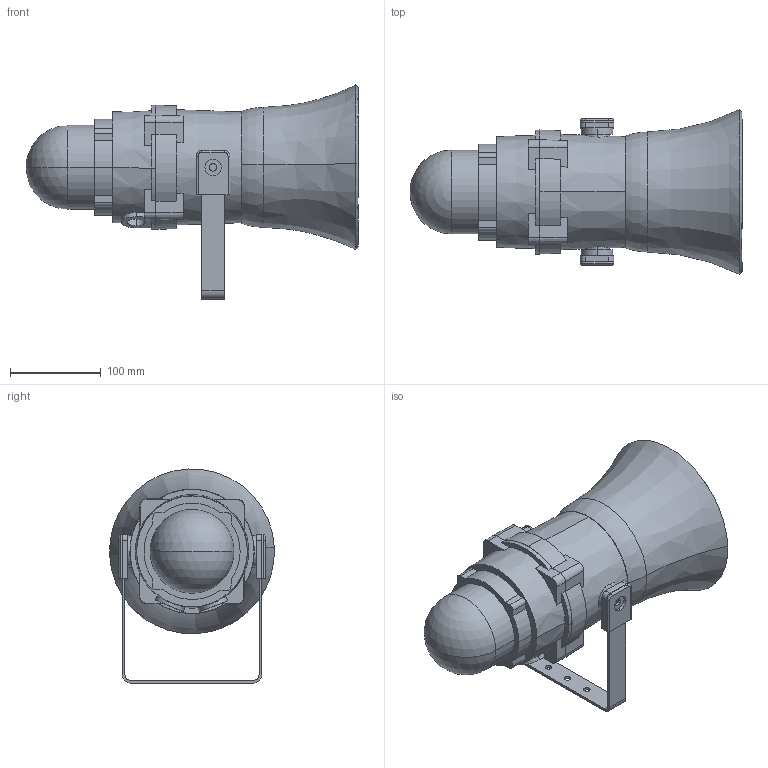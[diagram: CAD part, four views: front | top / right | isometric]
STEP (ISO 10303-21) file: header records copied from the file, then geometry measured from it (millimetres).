
FILE_DESCRIPTION (( 'STEP AP214' ), '1' );
FILE_NAME ('SK0116-3D_Issue_A.STEP', '2014-02-17T11:29:52', ( '' ), ( '' ), 'SwSTEP 2.0', 'SolidWorks 2014', '' );
FILE_SCHEMA (( 'AUTOMOTIVE_DESIGN' ));
Length unit declared in the file: millimetre
Products named in the file (15): a; b; stirrup; S110 horn; Beacon 2ndary body; Bex sounder main body; SK0116-3D_Issue_A
Assembly tree (8 placements, depth 2):
  a
  a
  b
  stirrup
  S110 horn
Bounding box: 365.6 x 181.45 x 235.73 mm (x, y, z)
Volume: 2428561.2 mm3; surface area: 394006.7 mm2
Topology: 8 solids, 8 shells, 258 faces, 651 edges, 427 vertices
Faces by surface type: plane 121, cylinder 83, cone 34, torus 10, bspline 6, sphere 4
Entity records: 8442 total; most frequent: CARTESIAN_POINT 1946, DIRECTION 1198, ORIENTED_EDGE 1116, EDGE_CURVE 558, AXIS2_PLACEMENT_3D 466, VERTEX_POINT 367, VECTOR 266, LINE 266
